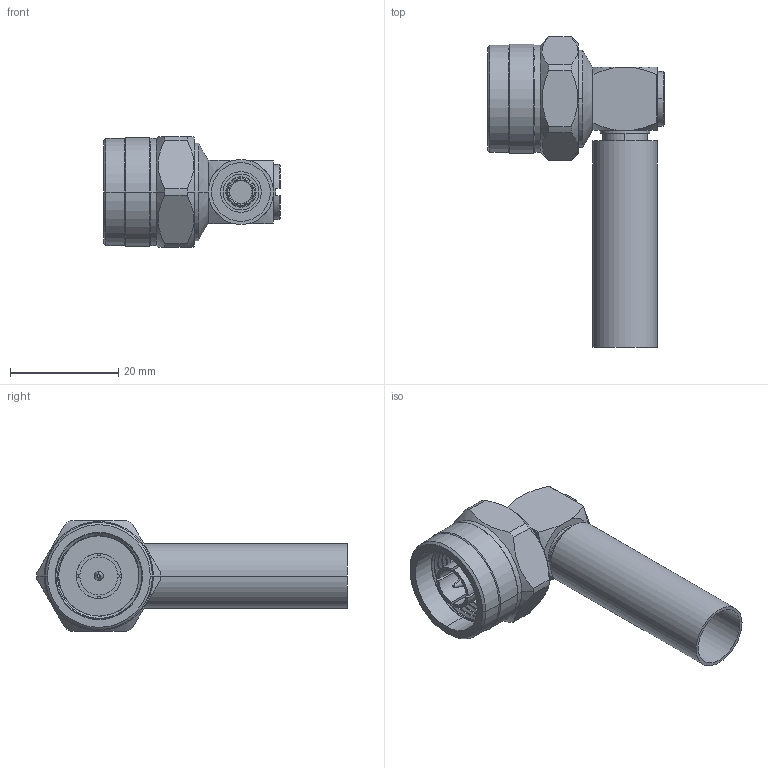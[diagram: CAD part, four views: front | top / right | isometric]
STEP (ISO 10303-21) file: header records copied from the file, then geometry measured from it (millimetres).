
FILE_DESCRIPTION((''),'2;1');
FILE_NAME('82-6557_SW0001','2023-04-06T10:50:41',('karthik'),(''),'CREO PARAMETRIC BY PTC INC, 2019444','CREO PARAMETRIC BY PTC INC, 2019444','');
FILE_SCHEMA(('CONFIG_CONTROL_DESIGN'));
Length unit declared in the file: millimetre
Products named in the file (1): 82-6557_SW0001
Bounding box: 32.7 x 57.35 x 20.42 mm (x, y, z)
Volume: 7515.5 mm3; surface area: 6921.8 mm2
Topology: 1 solids, 1 shells, 158 faces, 373 edges, 236 vertices
Faces by surface type: cylinder 66, plane 57, cone 32, bspline 3
Entity records: 7082 total; most frequent: CARTESIAN_POINT 3361, DIRECTION 801, ORIENTED_EDGE 746, EDGE_CURVE 373, AXIS2_PLACEMENT_3D 325, VERTEX_POINT 236, EDGE_LOOP 177, CIRCLE 170
